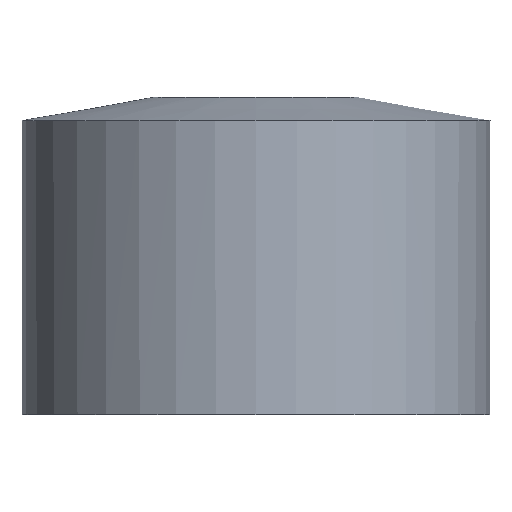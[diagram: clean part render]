
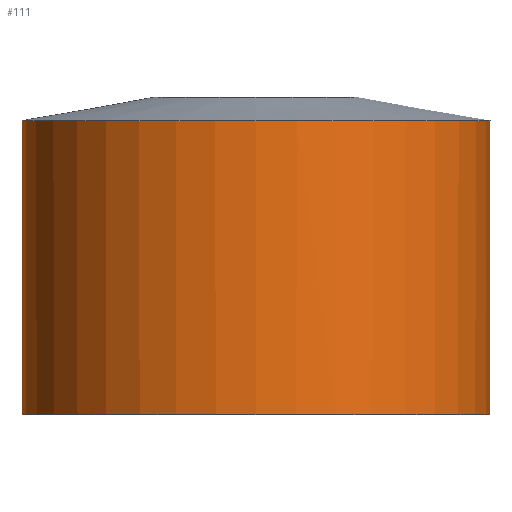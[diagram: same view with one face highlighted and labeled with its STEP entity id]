
A CAD part, left-side view. The second image highlights one B-rep face of the part: STEP entity #111.
In plain terms, the highlighted cylindrical face has radius 3.5 mm (diameter 7 mm), a full revolution.
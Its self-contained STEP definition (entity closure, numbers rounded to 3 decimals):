
#90 = EDGE_CURVE('',#91,#91,#93,.T.);
#91 = VERTEX_POINT('',#92);
#92 = CARTESIAN_POINT('',(-3.5,0.,4.4));
#93 = CIRCLE('',#94,3.5);
#94 = AXIS2_PLACEMENT_3D('',#95,#96,#97);
#95 = CARTESIAN_POINT('',(0.,0.,4.4));
#96 = DIRECTION('',(0.,0.,1.));
#97 = DIRECTION('',(-1.,0.,0.));
#111 = ADVANCED_FACE('',(#112),#165,.T.);
#112 = FACE_BOUND('',#113,.T.);
#113 = EDGE_LOOP('',(#114,#122,#131,#139,#148,#156,#163,#164));
#114 = ORIENTED_EDGE('',*,*,#115,.F.);
#115 = EDGE_CURVE('',#116,#91,#118,.T.);
#116 = VERTEX_POINT('',#117);
#117 = CARTESIAN_POINT('',(-3.5,0.,-0.));
#118 = LINE('',#119,#120);
#119 = CARTESIAN_POINT('',(-3.5,0.,0.));
#120 = VECTOR('',#121,1.);
#121 = DIRECTION('',(0.,0.,1.));
#122 = ORIENTED_EDGE('',*,*,#123,.T.);
#123 = EDGE_CURVE('',#116,#124,#126,.T.);
#124 = VERTEX_POINT('',#125);
#125 = CARTESIAN_POINT('',(3.269,-1.25,0.));
#126 = CIRCLE('',#127,3.5);
#127 = AXIS2_PLACEMENT_3D('',#128,#129,#130);
#128 = CARTESIAN_POINT('',(0.,0.,0.));
#129 = DIRECTION('',(0.,0.,1.));
#130 = DIRECTION('',(-1.,0.,0.));
#131 = ORIENTED_EDGE('',*,*,#132,.T.);
#132 = EDGE_CURVE('',#124,#133,#135,.T.);
#133 = VERTEX_POINT('',#134);
#134 = CARTESIAN_POINT('',(3.269,-1.25,4.));
#135 = LINE('',#136,#137);
#136 = CARTESIAN_POINT('',(3.269,-1.25,0.));
#137 = VECTOR('',#138,1.);
#138 = DIRECTION('',(0.,0.,1.));
#139 = ORIENTED_EDGE('',*,*,#140,.T.);
#140 = EDGE_CURVE('',#133,#141,#143,.T.);
#141 = VERTEX_POINT('',#142);
#142 = CARTESIAN_POINT('',(3.269,1.25,4.));
#143 = CIRCLE('',#144,3.5);
#144 = AXIS2_PLACEMENT_3D('',#145,#146,#147);
#145 = CARTESIAN_POINT('',(0.,0.,4.));
#146 = DIRECTION('',(0.,0.,1.));
#147 = DIRECTION('',(-1.,0.,0.));
#148 = ORIENTED_EDGE('',*,*,#149,.F.);
#149 = EDGE_CURVE('',#150,#141,#152,.T.);
#150 = VERTEX_POINT('',#151);
#151 = CARTESIAN_POINT('',(3.269,1.25,0.));
#152 = LINE('',#153,#154);
#153 = CARTESIAN_POINT('',(3.269,1.25,0.));
#154 = VECTOR('',#155,1.);
#155 = DIRECTION('',(0.,0.,1.));
#156 = ORIENTED_EDGE('',*,*,#157,.T.);
#157 = EDGE_CURVE('',#150,#116,#158,.T.);
#158 = CIRCLE('',#159,3.5);
#159 = AXIS2_PLACEMENT_3D('',#160,#161,#162);
#160 = CARTESIAN_POINT('',(0.,0.,0.));
#161 = DIRECTION('',(0.,0.,1.));
#162 = DIRECTION('',(-1.,0.,0.));
#163 = ORIENTED_EDGE('',*,*,#115,.T.);
#164 = ORIENTED_EDGE('',*,*,#90,.F.);
#165 = CYLINDRICAL_SURFACE('',#166,3.5);
#166 = AXIS2_PLACEMENT_3D('',#167,#168,#169);
#167 = CARTESIAN_POINT('',(0.,0.,0.));
#168 = DIRECTION('',(0.,0.,1.));
#169 = DIRECTION('',(-1.,0.,0.));
